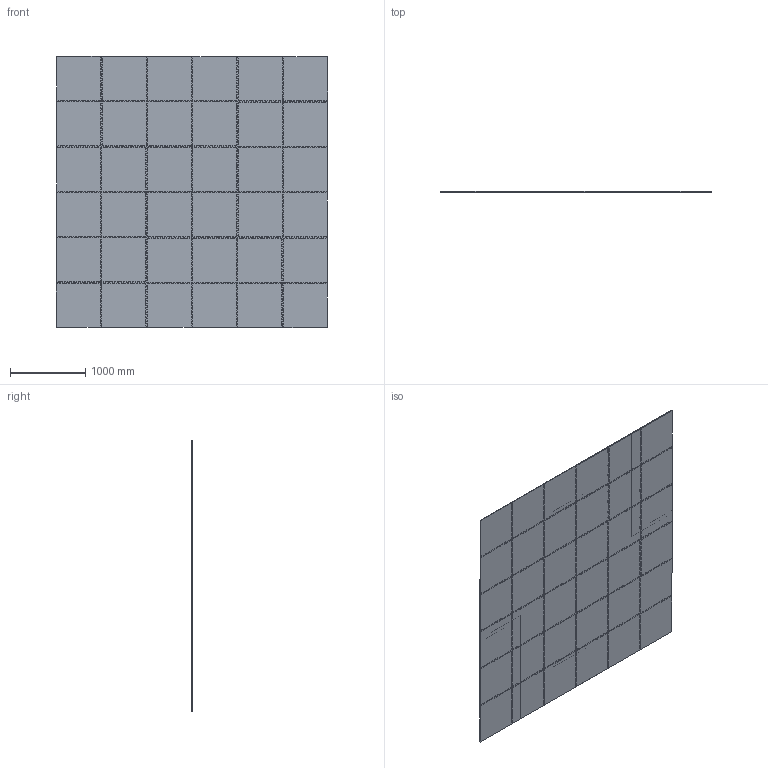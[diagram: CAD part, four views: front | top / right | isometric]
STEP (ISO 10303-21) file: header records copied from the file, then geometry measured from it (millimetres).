
FILE_DESCRIPTION (( 'STEP AP214' ), '1' );
FILE_NAME ('Tile Field wtih tape.STEP', '2014-09-08T14:36:53', ( '' ), ( '' ), 'SwSTEP 2.0', 'SolidWorks 2014', '' );
FILE_SCHEMA (( 'AUTOMOTIVE_DESIGN' ));
Length unit declared in the file: inch
Products named in the file (6): protected zone tape; Floor goal tape; Standard soft tile; Side soft tile; Corner soft tile; Tile Field wtih tape
Assembly tree (40 placements, depth 2):
  Tile Field wtih tape
    Corner soft tile  x4
    Side soft tile  x16
    Standard soft tile  x16
    Floor goal tape  x2
    protected zone tape  x2
Bounding box: 3603.71 x 12.83 x 3603.65 mm (x, y, z)
Volume: 164395425.2 mm3; surface area: 28711604.9 mm2
Topology: 40 solids, 40 shells, 10868 faces, 32364 edges, 21576 vertices
Faces by surface type: cylinder 5852, plane 5016
Entity records: 28592 total; most frequent: DIRECTION 5080, CARTESIAN_POINT 4973, ORIENTED_EDGE 4920, EDGE_CURVE 2460, AXIS2_PLACEMENT_3D 1747, VERTEX_POINT 1640, VECTOR 1586, LINE 1586
